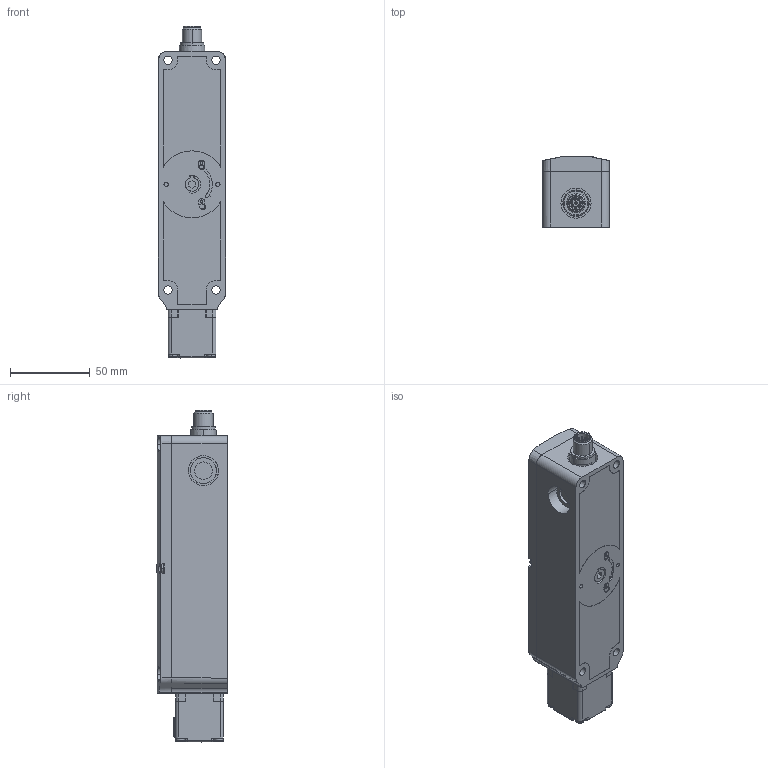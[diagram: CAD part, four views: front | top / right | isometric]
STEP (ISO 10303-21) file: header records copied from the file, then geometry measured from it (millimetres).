
FILE_DESCRIPTION((''),'2;1');
FILE_NAME('232182_ASM','2022-11-07T16:00:14',('PDMAdmin'),('BANNER ENGINEERING'),'CREO PARAMETRIC BY PTC INC, 2019292','CREO PARAMETRIC BY PTC INC, 2019292','');
FILE_SCHEMA(('CONFIG_CONTROL_DESIGN'));
Products named in the file (6): SLC_GEH_M12_R4_1; SLC_DEC_1; SLC_HAUBE_1; SLC_M12_R4_ASM_1_ASM; 232182_EP01_ASM; 232182_ASM
Assembly tree (5 placements, depth 4):
  232182_ASM
    232182_EP01_ASM
      SLC_M12_R4_ASM_1_ASM
        SLC_GEH_M12_R4_1
        SLC_DEC_1
        SLC_HAUBE_1
Bounding box: 42 x 44.35 x 208 mm (x, y, z)
Volume: 308584 mm3; surface area: 56606.4 mm2
Topology: 3 solids, 7 shells, 1311 faces, 3653 edges, 2385 vertices
Faces by surface type: extrusion 432, plane 352, cylinder 312, torus 64, bspline 52, cone 51, sphere 48
Entity records: 56288 total; most frequent: CARTESIAN_POINT 24264, ORIENTED_EDGE 7218, DIRECTION 5524, EDGE_CURVE 3609, VERTEX_POINT 2385, VECTOR 1928, AXIS2_PLACEMENT_3D 1798, B_SPLINE_CURVE_WITH_KNOTS 1589
